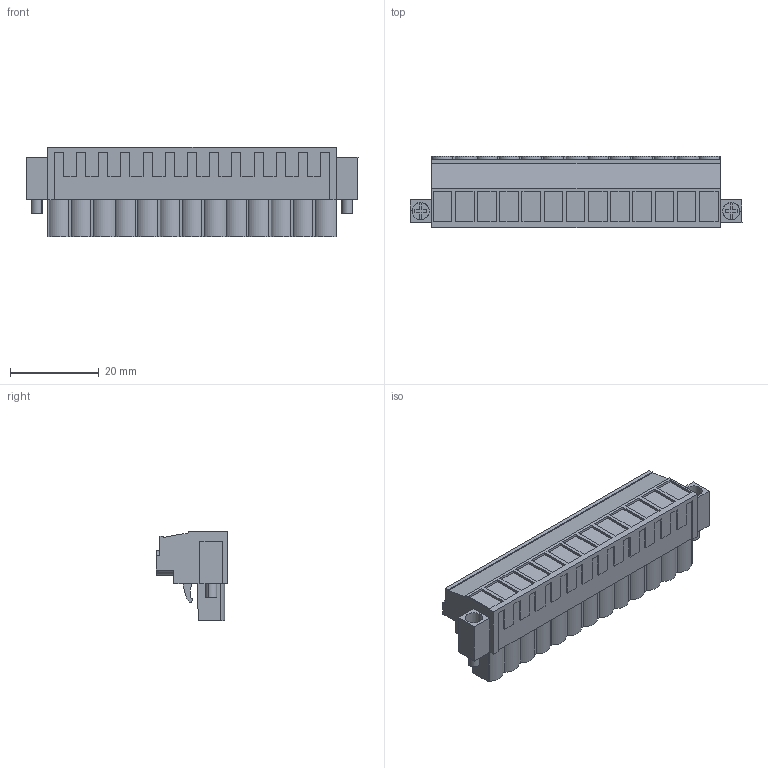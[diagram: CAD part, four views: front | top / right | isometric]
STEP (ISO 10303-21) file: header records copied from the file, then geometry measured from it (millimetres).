
FILE_DESCRIPTION(('CATIA V5 STEP Exchange','CAx-IF Rec.Pracs.--- Model Styling and Organization---1.2---2011-12-15'),'2;1');
FILE_NAME ('D1460343_0_1955690000_1955690000.stp','2017-05-31T12:24:27+00:00',('none'),('Weidmueller'),'CATIA Version 5-6 Release 2014','CATIA V5 STEP AP214','none');
FILE_SCHEMA(('AUTOMOTIVE_DESIGN { 1 0 10303 214 1 1 1 1 }'));
Length unit declared in the file: millimetre
Products named in the file (1): 1955690000
Bounding box: 74.8 x 16.1 x 20.1 mm (x, y, z)
Volume: 13318 mm3; surface area: 7718.8 mm2
Topology: 16 solids, 16 shells, 884 faces, 2504 edges, 1708 vertices
Faces by surface type: plane 713, cylinder 171
Entity records: 26947 total; most frequent: CARTESIAN_POINT 5127, ORIENTED_EDGE 5008, DIRECTION 3622, EDGE_CURVE 2504, VECTOR 2076, LINE 2076, VERTEX_POINT 1708, AXIS2_PLACEMENT_3D 964
